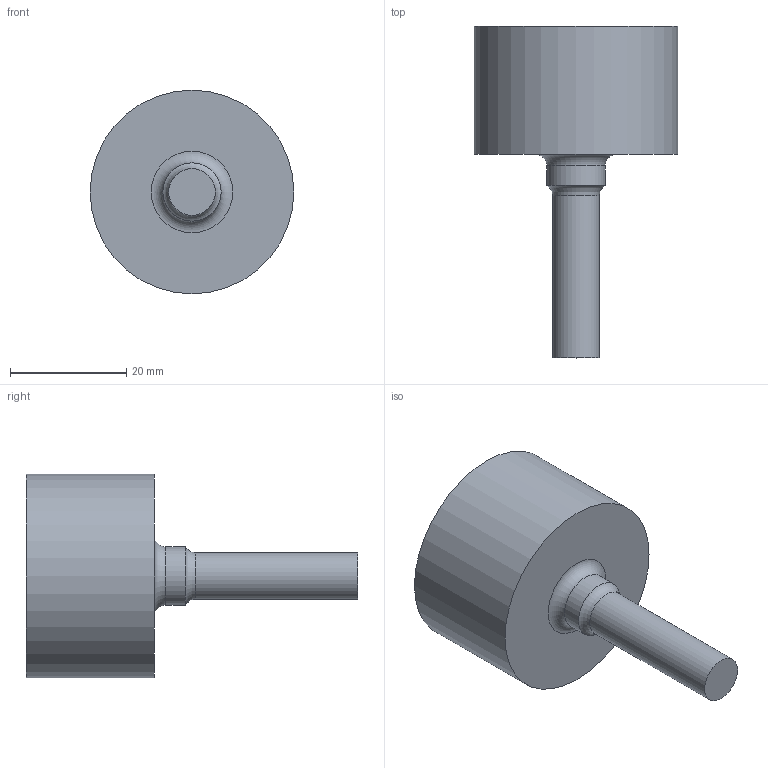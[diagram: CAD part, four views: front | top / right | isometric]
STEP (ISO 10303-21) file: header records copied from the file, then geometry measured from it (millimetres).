
FILE_DESCRIPTION(/* description */ ('STEP AP242','CAx-IF Rec.Pracs.---Representation and Presentation of Product Manufacturing Information (PMI)---4.0---2014-10-13','CAx-IF Rec.Pracs.---3D Tessellated Geometry---0.4---2014-09-14','2;1'),/* implementation_level */ '2;1');
FILE_NAME(/* name */ '6599d28d562a0b02f7957781',/* time_stamp */ '2024-01-06T22:22:11Z',/* author */ (''),/* organization */ (''),/* preprocessor_version */ 'ST-DEVELOPER v19.4',/* originating_system */ ' ',/* authorisation */ ' ');
FILE_SCHEMA (('AP242_MANAGED_MODEL_BASED_3D_ENGINEERING_MIM_LF { 1 0 10303 442 1 1 4 }'));
Length unit declared in the file: metre
Products named in the file (1): Part 1
Bounding box: 35 x 57 x 35 mm (x, y, z)
Volume: 20575.9 mm3; surface area: 9072.2 mm2
Topology: 1 solids, 1 shells, 12 faces, 19 edges, 12 vertices
Faces by surface type: cylinder 5, plane 5, torus 2
Full cylindrical faces by diameter (mm): 8 x1, 10 x1, 29.36 x1, 32 x1, 35 x1
Entity records: 256 total; most frequent: DIRECTION 48, CARTESIAN_POINT 35, AXIS2_PLACEMENT_3D 24, ORIENTED_EDGE 22, EDGE_LOOP 22, FACE_BOUND 22, ADVANCED_FACE 12, EDGE_CURVE 11
